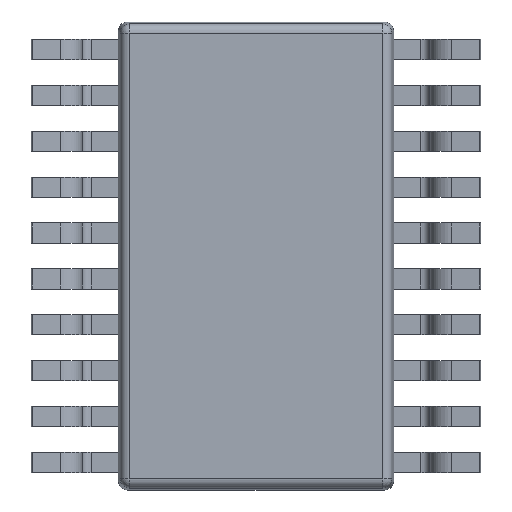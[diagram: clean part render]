
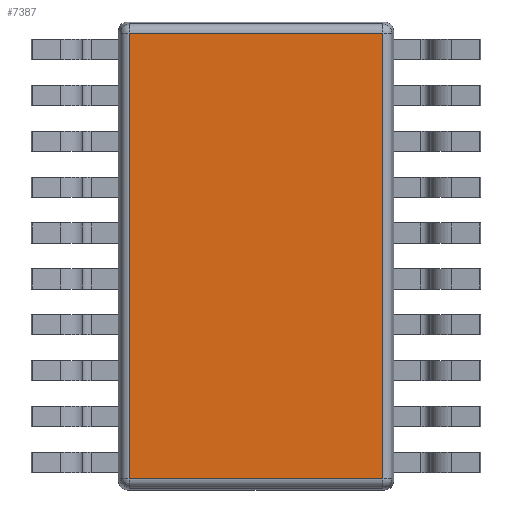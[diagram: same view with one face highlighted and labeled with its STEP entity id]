
A CAD part, front view. The second image highlights one B-rep face of the part: STEP entity #7387.
In plain terms, the highlighted planar face has unit normal (0, -1, 0).
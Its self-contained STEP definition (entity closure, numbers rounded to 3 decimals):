
#30 = PLANE ( 'NONE',  #10081 ) ;
#107 = VECTOR ( 'NONE', #1526, 1000. ) ;
#122 = CARTESIAN_POINT ( 'NONE',  ( -1.379, 0.15, 2.429 ) ) ;
#367 = LINE ( 'NONE', #2013, #5983 ) ;
#840 = CARTESIAN_POINT ( 'NONE',  ( 1.467, 0.15, -2.429 ) ) ;
#894 = DIRECTION ( 'NONE',  ( 0., 0., -1. ) ) ;
#910 = VECTOR ( 'NONE', #3171, 1000. ) ;
#1447 = ORIENTED_EDGE ( 'NONE', *, *, #3300, .T. ) ;
#1526 = DIRECTION ( 'NONE',  ( 0., 0., 1. ) ) ;
#1618 = DIRECTION ( 'NONE',  ( 0., -1., 0. ) ) ;
#1936 = VERTEX_POINT ( 'NONE', #2961 ) ;
#2013 = CARTESIAN_POINT ( 'NONE',  ( -1.379, 0.15, -2.517 ) ) ;
#2196 = VECTOR ( 'NONE', #5416, 1000. ) ;
#2300 = CARTESIAN_POINT ( 'NONE',  ( 1.379, 0.15, 2.517 ) ) ;
#2735 = CARTESIAN_POINT ( 'NONE',  ( -1.379, 0.15, -2.429 ) ) ;
#2961 = CARTESIAN_POINT ( 'NONE',  ( 1.379, 0.15, -2.429 ) ) ;
#3119 = CARTESIAN_POINT ( 'NONE',  ( -1.467, 0.15, 2.429 ) ) ;
#3171 = DIRECTION ( 'NONE',  ( -1., 0., 0. ) ) ;
#3300 = EDGE_CURVE ( 'NONE', #6909, #1936, #7854, .T. ) ;
#3903 = LINE ( 'NONE', #2300, #107 ) ;
#3974 = CARTESIAN_POINT ( 'NONE',  ( 1.379, 0.15, 2.429 ) ) ;
#4424 = DIRECTION ( 'NONE',  ( 0., 0., -1. ) ) ;
#5267 = FACE_OUTER_BOUND ( 'NONE', #9454, .T. ) ;
#5416 = DIRECTION ( 'NONE',  ( 1., 0., 0. ) ) ;
#5983 = VECTOR ( 'NONE', #4424, 1000. ) ;
#6818 = EDGE_CURVE ( 'NONE', #8910, #6909, #367, .T. ) ;
#6909 = VERTEX_POINT ( 'NONE', #2735 ) ;
#6937 = EDGE_CURVE ( 'NONE', #7904, #8910, #7199, .T. ) ;
#7162 = ORIENTED_EDGE ( 'NONE', *, *, #6937, .T. ) ;
#7199 = LINE ( 'NONE', #3119, #910 ) ;
#7271 = ORIENTED_EDGE ( 'NONE', *, *, #6818, .T. ) ;
#7387 = ADVANCED_FACE ( 'NONE', ( #5267 ), #30, .T. ) ;
#7854 = LINE ( 'NONE', #840, #2196 ) ;
#7904 = VERTEX_POINT ( 'NONE', #3974 ) ;
#7913 = CARTESIAN_POINT ( 'NONE',  ( 0., 0.15, 0. ) ) ;
#8028 = ORIENTED_EDGE ( 'NONE', *, *, #8413, .T. ) ;
#8413 = EDGE_CURVE ( 'NONE', #1936, #7904, #3903, .T. ) ;
#8910 = VERTEX_POINT ( 'NONE', #122 ) ;
#9454 = EDGE_LOOP ( 'NONE', ( #7162, #7271, #1447, #8028 ) ) ;
#10081 = AXIS2_PLACEMENT_3D ( 'NONE', #7913, #1618, #894 ) ;
